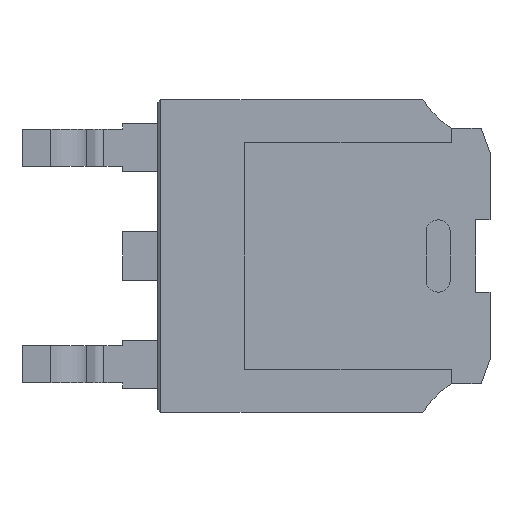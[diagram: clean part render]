
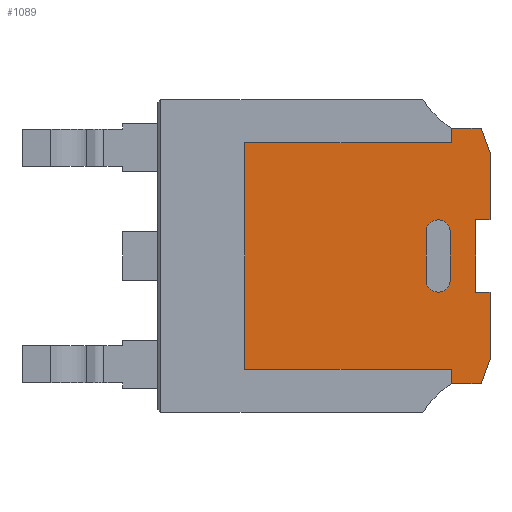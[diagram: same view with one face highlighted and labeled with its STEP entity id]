
A CAD part, front view. The second image highlights one B-rep face of the part: STEP entity #1089.
In plain terms, the highlighted planar face has unit normal (0, -1, 0).
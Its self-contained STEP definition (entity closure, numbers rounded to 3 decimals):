
#3 = CARTESIAN_POINT ( 'NONE',  ( 4.862, 0., 2.15 ) ) ;
#8 = CARTESIAN_POINT ( 'NONE',  ( 4.062, 0., -2.65 ) ) ;
#27 = CARTESIAN_POINT ( 'NONE',  ( 4.062, 0., 2.65 ) ) ;
#37 = CARTESIAN_POINT ( 'NONE',  ( -0.237, 0., -2.35 ) ) ;
#60 = EDGE_CURVE ( 'NONE', #1063, #2318, #392, .T. ) ;
#81 = ORIENTED_EDGE ( 'NONE', *, *, #1566, .T. ) ;
#101 = VECTOR ( 'NONE', #946, 1000. ) ;
#108 = ORIENTED_EDGE ( 'NONE', *, *, #735, .T. ) ;
#110 = ORIENTED_EDGE ( 'NONE', *, *, #1004, .T. ) ;
#138 = EDGE_CURVE ( 'NONE', #2379, #551, #370, .T. ) ;
#147 = CARTESIAN_POINT ( 'NONE',  ( 4.062, 0., -2.35 ) ) ;
#155 = LINE ( 'NONE', #1657, #400 ) ;
#221 = VERTEX_POINT ( 'NONE', #2309 ) ;
#239 = DIRECTION ( 'NONE',  ( 0., 0., 1. ) ) ;
#263 = CARTESIAN_POINT ( 'NONE',  ( 4.034, 0., -0.5 ) ) ;
#268 = DIRECTION ( 'NONE',  ( 0., 0., 1. ) ) ;
#278 = CARTESIAN_POINT ( 'NONE',  ( 4.862, 0., 0.75 ) ) ;
#314 = EDGE_CURVE ( 'NONE', #2009, #1602, #1072, .T. ) ;
#330 = DIRECTION ( 'NONE',  ( 0., 0., -1. ) ) ;
#333 = LINE ( 'NONE', #760, #1739 ) ;
#370 = LINE ( 'NONE', #2057, #1336 ) ;
#376 = VECTOR ( 'NONE', #1922, 1000. ) ;
#391 = CARTESIAN_POINT ( 'NONE',  ( 4.862, 0., 2.15 ) ) ;
#392 = LINE ( 'NONE', #3, #1579 ) ;
#400 = VECTOR ( 'NONE', #522, 1000. ) ;
#418 = DIRECTION ( 'NONE',  ( -0.342, 0., 0.94 ) ) ;
#460 = DIRECTION ( 'NONE',  ( 1., 0., 0. ) ) ;
#477 = EDGE_CURVE ( 'NONE', #1580, #784, #1914, .T. ) ;
#508 = LINE ( 'NONE', #898, #2089 ) ;
#510 = VERTEX_POINT ( 'NONE', #1136 ) ;
#511 = CARTESIAN_POINT ( 'NONE',  ( 4.562, 0., 0.75 ) ) ;
#514 = VERTEX_POINT ( 'NONE', #1145 ) ;
#522 = DIRECTION ( 'NONE',  ( 0., 0., -1. ) ) ;
#538 = LINE ( 'NONE', #8, #2032 ) ;
#551 = VERTEX_POINT ( 'NONE', #1728 ) ;
#558 = VECTOR ( 'NONE', #330, 1000. ) ;
#572 = LINE ( 'NONE', #1362, #1715 ) ;
#599 = PLANE ( 'NONE',  #841 ) ;
#611 = LINE ( 'NONE', #147, #558 ) ;
#624 = VECTOR ( 'NONE', #239, 1000. ) ;
#656 = AXIS2_PLACEMENT_3D ( 'NONE', #2045, #1292, #911 ) ;
#668 = ORIENTED_EDGE ( 'NONE', *, *, #1057, .T. ) ;
#677 = EDGE_CURVE ( 'NONE', #1464, #2379, #572, .T. ) ;
#693 = ORIENTED_EDGE ( 'NONE', *, *, #1760, .T. ) ;
#699 = CARTESIAN_POINT ( 'NONE',  ( 4.862, 0., -0.75 ) ) ;
#724 = EDGE_CURVE ( 'NONE', #1577, #1063, #1975, .T. ) ;
#735 = EDGE_CURVE ( 'NONE', #826, #1577, #1038, .T. ) ;
#760 = CARTESIAN_POINT ( 'NONE',  ( 4.062, 0., 2.65 ) ) ;
#784 = VERTEX_POINT ( 'NONE', #1078 ) ;
#804 = CARTESIAN_POINT ( 'NONE',  ( 4.062, 0., -2.35 ) ) ;
#826 = VERTEX_POINT ( 'NONE', #1211 ) ;
#841 = AXIS2_PLACEMENT_3D ( 'NONE', #1142, #941, #1517 ) ;
#849 = EDGE_CURVE ( 'NONE', #510, #1580, #508, .T. ) ;
#878 = LINE ( 'NONE', #2098, #376 ) ;
#893 = CARTESIAN_POINT ( 'NONE',  ( 4.034, 0., -0.5 ) ) ;
#898 = CARTESIAN_POINT ( 'NONE',  ( 4.062, 0., 2.35 ) ) ;
#911 = DIRECTION ( 'NONE',  ( 1., 0., 0. ) ) ;
#941 = DIRECTION ( 'NONE',  ( 0., -1., 0. ) ) ;
#946 = DIRECTION ( 'NONE',  ( 1., 0., 0. ) ) ;
#972 = ORIENTED_EDGE ( 'NONE', *, *, #2414, .F. ) ;
#977 = EDGE_CURVE ( 'NONE', #1697, #510, #333, .T. ) ;
#984 = CARTESIAN_POINT ( 'NONE',  ( 3.784, 0., -0.5 ) ) ;
#1004 = EDGE_CURVE ( 'NONE', #784, #1367, #1520, .T. ) ;
#1008 = ORIENTED_EDGE ( 'NONE', *, *, #977, .T. ) ;
#1010 = VECTOR ( 'NONE', #1214, 1000. ) ;
#1034 = ORIENTED_EDGE ( 'NONE', *, *, #1169, .T. ) ;
#1038 = LINE ( 'NONE', #511, #2264 ) ;
#1057 = EDGE_CURVE ( 'NONE', #514, #1464, #538, .T. ) ;
#1063 = VERTEX_POINT ( 'NONE', #391 ) ;
#1072 = LINE ( 'NONE', #263, #1010 ) ;
#1078 = CARTESIAN_POINT ( 'NONE',  ( -0.237, 0., -2.35 ) ) ;
#1089 = ADVANCED_FACE ( 'NONE', ( #1713, #1277 ), #599, .T. ) ;
#1101 = VECTOR ( 'NONE', #268, 1000. ) ;
#1135 = ORIENTED_EDGE ( 'NONE', *, *, #138, .T. ) ;
#1136 = CARTESIAN_POINT ( 'NONE',  ( 4.062, 0., 2.35 ) ) ;
#1142 = CARTESIAN_POINT ( 'NONE',  ( 0., 0., 0. ) ) ;
#1145 = CARTESIAN_POINT ( 'NONE',  ( 4.062, 0., -2.65 ) ) ;
#1158 = CARTESIAN_POINT ( 'NONE',  ( 3.534, 0., -0.5 ) ) ;
#1169 = EDGE_CURVE ( 'NONE', #1676, #826, #1572, .T. ) ;
#1211 = CARTESIAN_POINT ( 'NONE',  ( 4.562, 0., 0.75 ) ) ;
#1214 = DIRECTION ( 'NONE',  ( 0., 0., 1. ) ) ;
#1251 = ORIENTED_EDGE ( 'NONE', *, *, #724, .T. ) ;
#1277 = FACE_OUTER_BOUND ( 'NONE', #2127, .T. ) ;
#1285 = ORIENTED_EDGE ( 'NONE', *, *, #1832, .F. ) ;
#1292 = DIRECTION ( 'NONE',  ( 0., -1., 0. ) ) ;
#1305 = CARTESIAN_POINT ( 'NONE',  ( 4.862, 0., -2.15 ) ) ;
#1312 = DIRECTION ( 'NONE',  ( 0., 0., 1. ) ) ;
#1320 = VECTOR ( 'NONE', #2015, 1000. ) ;
#1336 = VECTOR ( 'NONE', #1312, 1000. ) ;
#1343 = CARTESIAN_POINT ( 'NONE',  ( 4.562, 0., -0.75 ) ) ;
#1362 = CARTESIAN_POINT ( 'NONE',  ( 4.681, 0., -2.65 ) ) ;
#1367 = VERTEX_POINT ( 'NONE', #804 ) ;
#1409 = DIRECTION ( 'NONE',  ( 0., 0., -1. ) ) ;
#1464 = VERTEX_POINT ( 'NONE', #1999 ) ;
#1478 = CIRCLE ( 'NONE', #656, 0.25 ) ;
#1494 = DIRECTION ( 'NONE',  ( 0.342, 0., 0.94 ) ) ;
#1517 = DIRECTION ( 'NONE',  ( 1., 0., 0. ) ) ;
#1520 = LINE ( 'NONE', #37, #101 ) ;
#1566 = EDGE_CURVE ( 'NONE', #1367, #514, #611, .T. ) ;
#1572 = LINE ( 'NONE', #1753, #624 ) ;
#1577 = VERTEX_POINT ( 'NONE', #2033 ) ;
#1579 = VECTOR ( 'NONE', #418, 1000. ) ;
#1580 = VERTEX_POINT ( 'NONE', #2271 ) ;
#1602 = VERTEX_POINT ( 'NONE', #1894 ) ;
#1639 = VERTEX_POINT ( 'NONE', #1158 ) ;
#1657 = CARTESIAN_POINT ( 'NONE',  ( 3.534, 0., -0.5 ) ) ;
#1676 = VERTEX_POINT ( 'NONE', #1343 ) ;
#1697 = VERTEX_POINT ( 'NONE', #27 ) ;
#1713 = FACE_BOUND ( 'NONE', #1947, .T. ) ;
#1715 = VECTOR ( 'NONE', #1494, 1000. ) ;
#1728 = CARTESIAN_POINT ( 'NONE',  ( 4.862, 0., -0.75 ) ) ;
#1739 = VECTOR ( 'NONE', #2267, 1000. ) ;
#1753 = CARTESIAN_POINT ( 'NONE',  ( 4.562, 0., -0.75 ) ) ;
#1760 = EDGE_CURVE ( 'NONE', #2318, #1697, #878, .T. ) ;
#1800 = ORIENTED_EDGE ( 'NONE', *, *, #849, .T. ) ;
#1832 = EDGE_CURVE ( 'NONE', #1639, #2009, #2082, .T. ) ;
#1847 = DIRECTION ( 'NONE',  ( -1., 0., 0. ) ) ;
#1856 = ORIENTED_EDGE ( 'NONE', *, *, #60, .T. ) ;
#1881 = ORIENTED_EDGE ( 'NONE', *, *, #314, .F. ) ;
#1894 = CARTESIAN_POINT ( 'NONE',  ( 4.034, 0., 0.5 ) ) ;
#1899 = DIRECTION ( 'NONE',  ( 1., 0., 0. ) ) ;
#1914 = LINE ( 'NONE', #1935, #2212 ) ;
#1922 = DIRECTION ( 'NONE',  ( -1., 0., 0. ) ) ;
#1935 = CARTESIAN_POINT ( 'NONE',  ( -0.237, 0., 2.35 ) ) ;
#1947 = EDGE_LOOP ( 'NONE', ( #1285, #2121, #972, #1881 ) ) ;
#1975 = LINE ( 'NONE', #278, #1101 ) ;
#1988 = EDGE_CURVE ( 'NONE', #221, #1639, #155, .T. ) ;
#1991 = CARTESIAN_POINT ( 'NONE',  ( 4.681, 0., 2.65 ) ) ;
#1999 = CARTESIAN_POINT ( 'NONE',  ( 4.681, 0., -2.65 ) ) ;
#2009 = VERTEX_POINT ( 'NONE', #893 ) ;
#2014 = EDGE_CURVE ( 'NONE', #551, #1676, #2341, .T. ) ;
#2015 = DIRECTION ( 'NONE',  ( -1., 0., 0. ) ) ;
#2032 = VECTOR ( 'NONE', #1899, 1000. ) ;
#2033 = CARTESIAN_POINT ( 'NONE',  ( 4.862, 0., 0.75 ) ) ;
#2040 = ORIENTED_EDGE ( 'NONE', *, *, #677, .T. ) ;
#2045 = CARTESIAN_POINT ( 'NONE',  ( 3.784, 0., 0.5 ) ) ;
#2057 = CARTESIAN_POINT ( 'NONE',  ( 4.862, 0., -2.15 ) ) ;
#2082 = CIRCLE ( 'NONE', #2415, 0.25 ) ;
#2089 = VECTOR ( 'NONE', #1847, 1000. ) ;
#2098 = CARTESIAN_POINT ( 'NONE',  ( 4.681, 0., 2.65 ) ) ;
#2121 = ORIENTED_EDGE ( 'NONE', *, *, #1988, .F. ) ;
#2122 = DIRECTION ( 'NONE',  ( 0., -1., 0. ) ) ;
#2127 = EDGE_LOOP ( 'NONE', ( #1800, #2354, #110, #81, #668, #2040, #1135, #2178, #1034, #108, #1251, #1856, #693, #1008 ) ) ;
#2178 = ORIENTED_EDGE ( 'NONE', *, *, #2014, .T. ) ;
#2212 = VECTOR ( 'NONE', #1409, 1000. ) ;
#2264 = VECTOR ( 'NONE', #460, 1000. ) ;
#2267 = DIRECTION ( 'NONE',  ( 0., 0., -1. ) ) ;
#2271 = CARTESIAN_POINT ( 'NONE',  ( -0.237, 0., 2.35 ) ) ;
#2301 = DIRECTION ( 'NONE',  ( 1., 0., 0. ) ) ;
#2309 = CARTESIAN_POINT ( 'NONE',  ( 3.534, 0., 0.5 ) ) ;
#2318 = VERTEX_POINT ( 'NONE', #1991 ) ;
#2341 = LINE ( 'NONE', #699, #1320 ) ;
#2354 = ORIENTED_EDGE ( 'NONE', *, *, #477, .T. ) ;
#2379 = VERTEX_POINT ( 'NONE', #1305 ) ;
#2414 = EDGE_CURVE ( 'NONE', #1602, #221, #1478, .T. ) ;
#2415 = AXIS2_PLACEMENT_3D ( 'NONE', #984, #2122, #2301 ) ;
